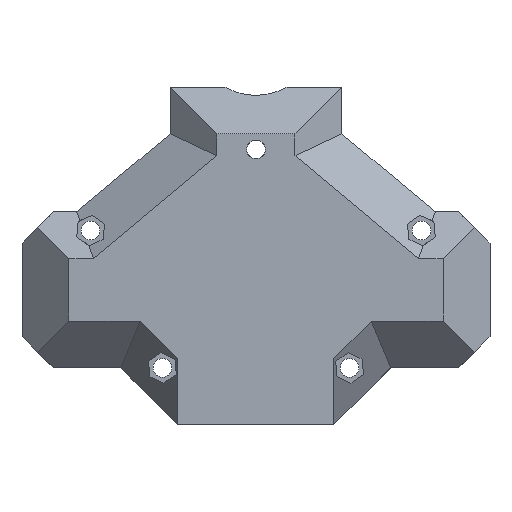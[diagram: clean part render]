
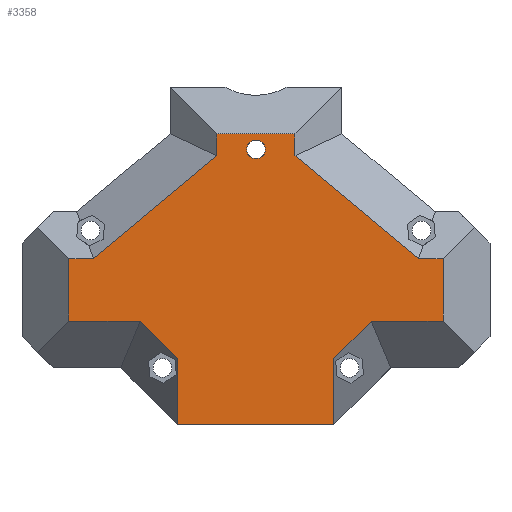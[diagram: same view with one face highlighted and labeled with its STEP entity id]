
A CAD part, front view. The second image highlights one B-rep face of the part: STEP entity #3358.
In plain terms, the highlighted planar face has unit normal (0, -1, 0).
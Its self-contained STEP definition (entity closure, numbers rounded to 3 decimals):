
#149=FACE_BOUND('',#433,.T.);
#181=CIRCLE('',#3551,3.);
#247=FACE_OUTER_BOUND('',#432,.T.);
#432=EDGE_LOOP('',(#2289,#2290,#2291,#2292,#2293,#2294,#2295,#2296,#2297,
#2298,#2299,#2300,#2301,#2302,#2303,#2304));
#433=EDGE_LOOP('',(#2305));
#636=LINE('',#4682,#1003);
#658=LINE('',#4887,#1025);
#668=LINE('',#5188,#1035);
#669=LINE('',#5190,#1036);
#670=LINE('',#5192,#1037);
#671=LINE('',#5194,#1038);
#672=LINE('',#5196,#1039);
#673=LINE('',#5198,#1040);
#674=LINE('',#5200,#1041);
#675=LINE('',#5202,#1042);
#676=LINE('',#5204,#1043);
#677=LINE('',#5206,#1044);
#678=LINE('',#5208,#1045);
#679=LINE('',#5210,#1046);
#680=LINE('',#5212,#1047);
#681=LINE('',#5213,#1048);
#1003=VECTOR('',#3809,10.);
#1025=VECTOR('',#3849,10.);
#1035=VECTOR('',#3879,10.);
#1036=VECTOR('',#3880,10.);
#1037=VECTOR('',#3881,10.);
#1038=VECTOR('',#3882,10.);
#1039=VECTOR('',#3883,10.);
#1040=VECTOR('',#3884,10.);
#1041=VECTOR('',#3885,10.);
#1042=VECTOR('',#3886,10.);
#1043=VECTOR('',#3887,10.);
#1044=VECTOR('',#3888,10.);
#1045=VECTOR('',#3889,10.);
#1046=VECTOR('',#3890,10.);
#1047=VECTOR('',#3891,10.);
#1048=VECTOR('',#3892,10.);
#1374=VERTEX_POINT('',#4680);
#1375=VERTEX_POINT('',#4681);
#1403=VERTEX_POINT('',#4886);
#1423=VERTEX_POINT('',#5187);
#1424=VERTEX_POINT('',#5189);
#1425=VERTEX_POINT('',#5191);
#1426=VERTEX_POINT('',#5193);
#1427=VERTEX_POINT('',#5195);
#1428=VERTEX_POINT('',#5197);
#1429=VERTEX_POINT('',#5199);
#1430=VERTEX_POINT('',#5201);
#1431=VERTEX_POINT('',#5203);
#1432=VERTEX_POINT('',#5205);
#1433=VERTEX_POINT('',#5207);
#1434=VERTEX_POINT('',#5209);
#1435=VERTEX_POINT('',#5211);
#1436=VERTEX_POINT('',#5214);
#1708=EDGE_CURVE('',#1374,#1375,#636,.T.);
#1741=EDGE_CURVE('',#1375,#1403,#658,.T.);
#1768=EDGE_CURVE('',#1403,#1423,#668,.T.);
#1769=EDGE_CURVE('',#1424,#1374,#669,.T.);
#1770=EDGE_CURVE('',#1425,#1424,#670,.T.);
#1771=EDGE_CURVE('',#1426,#1425,#671,.T.);
#1772=EDGE_CURVE('',#1427,#1426,#672,.T.);
#1773=EDGE_CURVE('',#1428,#1427,#673,.T.);
#1774=EDGE_CURVE('',#1429,#1428,#674,.T.);
#1775=EDGE_CURVE('',#1430,#1429,#675,.T.);
#1776=EDGE_CURVE('',#1431,#1430,#676,.T.);
#1777=EDGE_CURVE('',#1432,#1431,#677,.T.);
#1778=EDGE_CURVE('',#1433,#1432,#678,.T.);
#1779=EDGE_CURVE('',#1434,#1433,#679,.T.);
#1780=EDGE_CURVE('',#1435,#1434,#680,.T.);
#1781=EDGE_CURVE('',#1423,#1435,#681,.T.);
#1782=EDGE_CURVE('',#1436,#1436,#181,.T.);
#2289=ORIENTED_EDGE('',*,*,#1768,.F.);
#2290=ORIENTED_EDGE('',*,*,#1741,.F.);
#2291=ORIENTED_EDGE('',*,*,#1708,.F.);
#2292=ORIENTED_EDGE('',*,*,#1769,.F.);
#2293=ORIENTED_EDGE('',*,*,#1770,.F.);
#2294=ORIENTED_EDGE('',*,*,#1771,.F.);
#2295=ORIENTED_EDGE('',*,*,#1772,.F.);
#2296=ORIENTED_EDGE('',*,*,#1773,.F.);
#2297=ORIENTED_EDGE('',*,*,#1774,.F.);
#2298=ORIENTED_EDGE('',*,*,#1775,.F.);
#2299=ORIENTED_EDGE('',*,*,#1776,.F.);
#2300=ORIENTED_EDGE('',*,*,#1777,.F.);
#2301=ORIENTED_EDGE('',*,*,#1778,.F.);
#2302=ORIENTED_EDGE('',*,*,#1779,.F.);
#2303=ORIENTED_EDGE('',*,*,#1780,.F.);
#2304=ORIENTED_EDGE('',*,*,#1781,.F.);
#2305=ORIENTED_EDGE('',*,*,#1782,.T.);
#3219=PLANE('',#3550);
#3358=ADVANCED_FACE('',(#247,#149),#3219,.T.);
#3550=AXIS2_PLACEMENT_3D('',#5186,#3877,#3878);
#3551=AXIS2_PLACEMENT_3D('',#5215,#3893,#3894);
#3809=DIRECTION('',(0.,0.,-1.));
#3849=DIRECTION('',(-1.,0.,0.));
#3877=DIRECTION('center_axis',(0.,-1.,0.));
#3878=DIRECTION('ref_axis',(0.,0.,-1.));
#3879=DIRECTION('',(0.,0.,1.));
#3880=DIRECTION('',(-0.707,0.,-0.707));
#3881=DIRECTION('',(-1.,0.,0.));
#3882=DIRECTION('',(0.,0.,-1.));
#3883=DIRECTION('',(1.,0.,0.));
#3884=DIRECTION('',(0.768,0.,-0.64));
#3885=DIRECTION('',(0.,0.,-1.));
#3886=DIRECTION('',(1.,0.,0.));
#3887=DIRECTION('',(0.,0.,1.));
#3888=DIRECTION('',(0.768,0.,0.64));
#3889=DIRECTION('',(1.,0.,0.));
#3890=DIRECTION('',(0.,0.,1.));
#3891=DIRECTION('',(-1.,0.,0.));
#3892=DIRECTION('',(-0.707,0.,0.707));
#3893=DIRECTION('center_axis',(0.,1.,0.));
#3894=DIRECTION('ref_axis',(-1.,0.,0.));
#4680=CARTESIAN_POINT('',(24.91,-32.5,-557.037));
#4681=CARTESIAN_POINT('',(24.91,-32.5,-578.306));
#4682=CARTESIAN_POINT('',(24.91,-32.5,-572.474));
#4886=CARTESIAN_POINT('',(-25.09,-32.5,-578.306));
#4887=CARTESIAN_POINT('',(-12.59,-32.5,-578.306));
#5186=CARTESIAN_POINT('Origin',(27.5,-32.5,-470.));
#5187=CARTESIAN_POINT('',(-25.09,-32.5,-557.037));
#5188=CARTESIAN_POINT('',(-25.09,-32.5,-562.809));
#5189=CARTESIAN_POINT('',(36.947,-32.5,-545.));
#5190=CARTESIAN_POINT('',(46.576,-32.5,-535.371));
#5191=CARTESIAN_POINT('',(60.,-32.5,-545.));
#5192=CARTESIAN_POINT('',(-23.75,-32.5,-545.));
#5193=CARTESIAN_POINT('',(60.,-32.5,-525.));
#5194=CARTESIAN_POINT('',(60.,-32.5,-515.));
#5195=CARTESIAN_POINT('',(52.069,-32.5,-525.));
#5196=CARTESIAN_POINT('',(51.25,-32.5,-525.));
#5197=CARTESIAN_POINT('',(12.5,-32.5,-492.026));
#5198=CARTESIAN_POINT('',(21.709,-32.5,-499.7));
#5199=CARTESIAN_POINT('',(12.5,-32.5,-485.));
#5200=CARTESIAN_POINT('',(12.5,-32.5,-470.));
#5201=CARTESIAN_POINT('',(-12.5,-32.5,-485.));
#5202=CARTESIAN_POINT('',(13.75,-32.5,-485.));
#5203=CARTESIAN_POINT('',(-12.5,-32.5,-492.026));
#5204=CARTESIAN_POINT('',(-12.5,-32.5,-470.));
#5205=CARTESIAN_POINT('',(-52.069,-32.5,-525.));
#5206=CARTESIAN_POINT('',(-5.479,-32.5,-486.175));
#5207=CARTESIAN_POINT('',(-60.,-32.5,-525.));
#5208=CARTESIAN_POINT('',(51.25,-32.5,-525.));
#5209=CARTESIAN_POINT('',(-60.,-32.5,-545.));
#5210=CARTESIAN_POINT('',(-60.,-32.5,-490.));
#5211=CARTESIAN_POINT('',(-37.126,-32.5,-545.));
#5212=CARTESIAN_POINT('',(-23.75,-32.5,-545.));
#5213=CARTESIAN_POINT('',(-32.961,-32.5,-549.166));
#5214=CARTESIAN_POINT('',(3.,-32.5,-490.));
#5215=CARTESIAN_POINT('Origin',(0.,-32.5,-490.));
